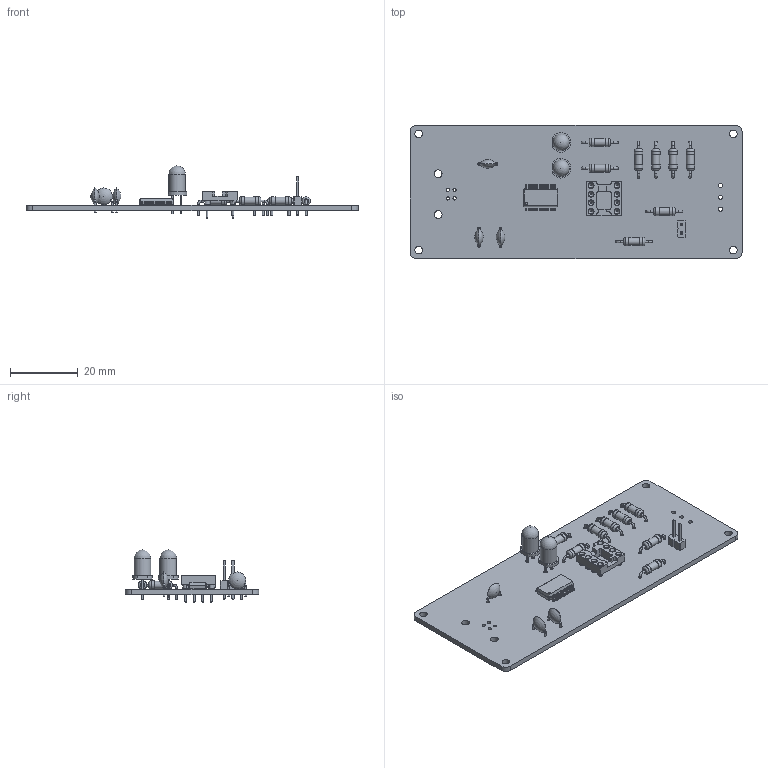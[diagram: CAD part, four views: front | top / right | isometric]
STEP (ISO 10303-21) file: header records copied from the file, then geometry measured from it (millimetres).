
FILE_DESCRIPTION(('KiCad electronic assembly'),'2;1');
FILE_NAME('RS485_Converter.step','2024-03-11T21:21:00',('Pcbnew'),( 'Kicad'),'Open CASCADE STEP processor 7.7','KiCad to STEP converter' ,'Unknown');
FILE_SCHEMA(('AUTOMOTIVE_DESIGN { 1 0 10303 214 1 1 1 1 }'));
Length unit declared in the file: millimetre
Products named in the file (14): RS485_Converter 1; R_Axial_DIN0207_L6.3mm_D2.5mm_P10.16mm_Horizontal; R_Axial_DIN0207_L63mm_D25mm_P1016mm_Horizontal; C_Disc_D5.0mm_W2.5mm_P5.00mm; C_Disc_D50mm_W25mm_P500mm; LED_D5.0mm; DIP-8_W7.62mm_Socket; DIP_8_W762mm_Socket; PinHeader_1x02_P2.54mm_Vertical; PinHeader_1x02_P254mm_Vertical; SSOP-28_5.3x10.2mm_P0.65mm; SSOP_28_53x102mm_P065mm; RS485_Converter_PCB
Assembly tree (23 placements, depth 3):
  RS485_Converter 1
    R_Axial_DIN0207_L6.3mm_D2.5mm_P10.16mm_Horizontal  x8
      R_Axial_DIN0207_L63mm_D25mm_P1016mm_Horizontal
    C_Disc_D5.0mm_W2.5mm_P5.00mm  x3
      C_Disc_D50mm_W25mm_P500mm
    LED_D5.0mm  x2
      LED_D5.0mm
    DIP-8_W7.62mm_Socket
      DIP_8_W762mm_Socket
    PinHeader_1x02_P2.54mm_Vertical
      PinHeader_1x02_P254mm_Vertical
    SSOP-28_5.3x10.2mm_P0.65mm
      SSOP_28_53x102mm_P065mm
    RS485_Converter_PCB
Bounding box: 97.79 x 39.37 x 15.38 mm (x, y, z)
Volume: 7064 mm3; surface area: 10201.3 mm2
Topology: 17 solids, 17 shells, 893 faces, 2119 edges, 1334 vertices
Faces by surface type: plane 493, cylinder 278, bspline 52, torus 32, cone 24, sphere 8, revolution 6
Full cylindrical faces by diameter (mm): 0.5 x13, 0.508 x16, 0.6 x32, 0.8 x30, 0.9 x4, 0.95 x4, 1 x2, 1.2 x3, 1.524 x8, 1.724 x8, 2.2 x4, 2.25 x8, 2.3 x2, 2.5 x16, 4.9 x2
Entity records: 27205 total; most frequent: CARTESIAN_POINT 4163, DIRECTION 3708, ORIENTED_EDGE 3684, EDGE_CURVE 1842, LINE 1322, VECTOR 1322, AXIS2_PLACEMENT_3D 1192, VERTEX_POINT 1169
